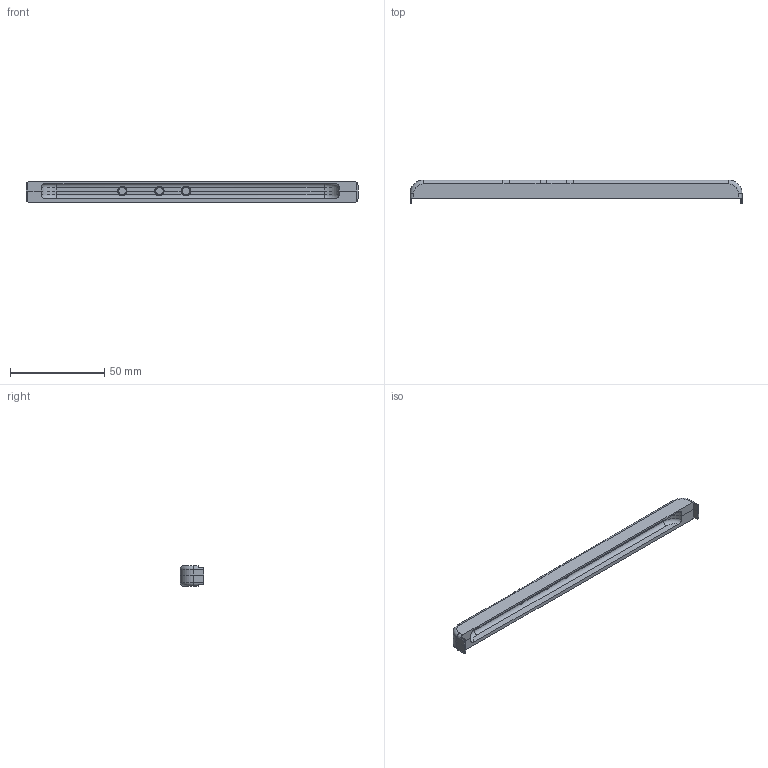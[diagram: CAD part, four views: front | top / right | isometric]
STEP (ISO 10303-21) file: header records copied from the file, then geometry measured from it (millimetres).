
FILE_DESCRIPTION(('HOOPS Exchange Step'),'2;1');
FILE_NAME('temp_export','2022-06-22T19:11:45+17:00',('mobile'),('Shapr3D Limited'),'HOOPS Exchange 2022.0','Shapr3D','Authorized');
FILE_SCHEMA( ('AP203_CONFIGURATION_CONTROLLED_3D_DESIGN_OF_MECHANICAL_PARTS_AND_ASSEMBLIES_MIM_LF') );
Length unit declared in the file: millimetre
Products named in the file (2): buttons.step; root
Assembly tree (1 placements, depth 2):
  root
    buttons.step
Bounding box: 176 x 12.5 x 11 mm (x, y, z)
Volume: 11167.6 mm3; surface area: 10821.1 mm2
Topology: 5 solids, 5 shells, 134 faces, 332 edges, 218 vertices
Faces by surface type: plane 73, cylinder 44, torus 14, bspline 3
Full cylindrical faces by diameter (mm): 3.5 x2, 4 x5, 4.5 x3, 7 x3
Entity records: 4803 total; most frequent: CARTESIAN_POINT 1463, DIRECTION 729, ORIENTED_EDGE 664, EDGE_CURVE 332, AXIS2_PLACEMENT_3D 277, VERTEX_POINT 218, VECTOR 175, LINE 175
